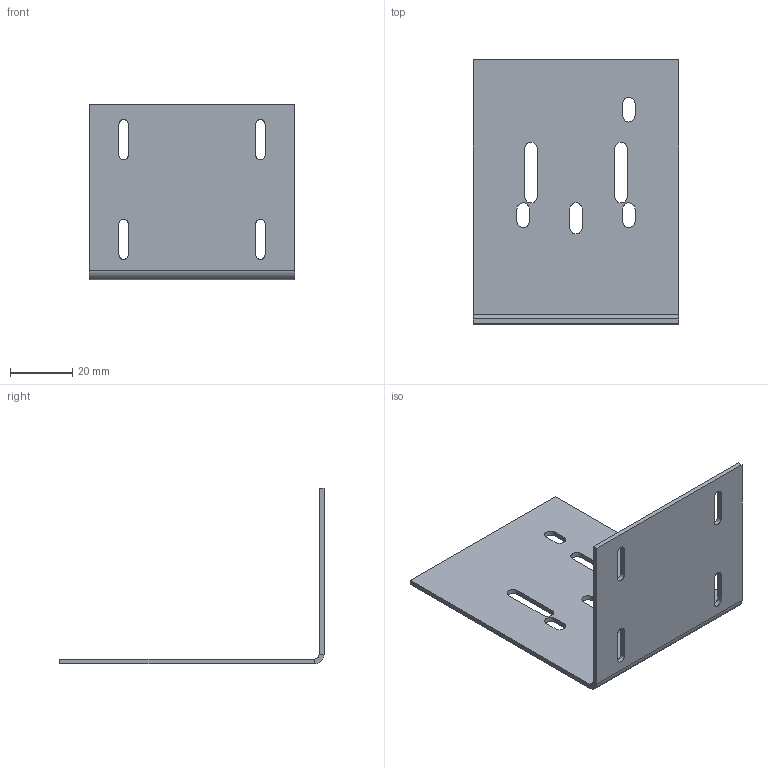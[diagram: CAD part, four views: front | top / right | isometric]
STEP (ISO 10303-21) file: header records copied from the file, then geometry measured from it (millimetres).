
FILE_DESCRIPTION(/* description */ (''),/* implementation_level */ '2;1');
FILE_NAME(/* name */ 'subframe.stp',/* time_stamp */ '2016-06-29T22:15:14-07:00',/* author */ ('cruiser'),/* organization */ (''),/* preprocessor_version */ 'ST-DEVELOPER v15.2',/* originating_system */ 'Autodesk Inventor 2014',/* authorisation */ '');
FILE_SCHEMA (('AUTOMOTIVE_DESIGN { 1 0 10303 214 3 1 1 }'));
Length unit declared in the file: millimetre
Products named in the file (1): subframe
Bounding box: 66 x 85 x 56.59 mm (x, y, z)
Volume: 13895.2 mm3; surface area: 18618.7 mm2
Topology: 1 solids, 1 shells, 54 faces, 148 edges, 96 vertices
Faces by surface type: plane 32, cylinder 22
Entity records: 1776 total; most frequent: DIRECTION 302, CARTESIAN_POINT 299, ORIENTED_EDGE 296, EDGE_CURVE 148, LINE 104, VECTOR 104, AXIS2_PLACEMENT_3D 99, VERTEX_POINT 96
